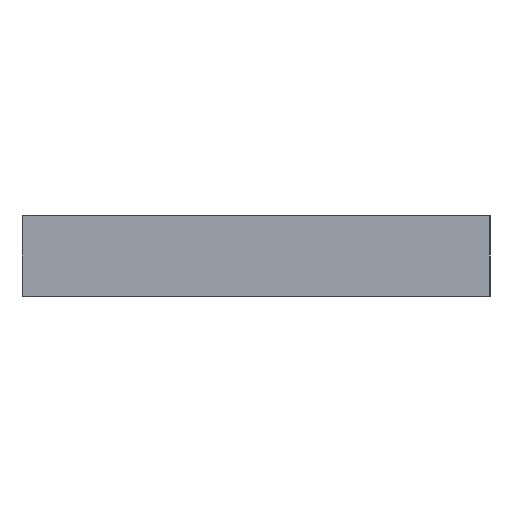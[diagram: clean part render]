
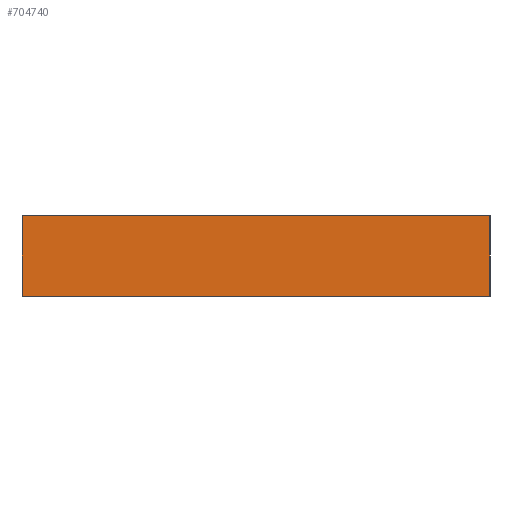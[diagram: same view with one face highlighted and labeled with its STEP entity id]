
A CAD part, left-side view. The second image highlights one B-rep face of the part: STEP entity #704740.
In plain terms, the highlighted planar face has unit normal (-1, 0, 0).
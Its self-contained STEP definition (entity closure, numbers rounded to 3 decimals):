
#60=CARTESIAN_POINT('',(-91.222,21.19,-7.186));
#70=DIRECTION('',(0.,-1.,0.));
#80=VECTOR('',#70,1.);
#90=LINE('',#60,#80);
#100=CARTESIAN_POINT('',(-91.222,21.19,-7.186));
#110=VERTEX_POINT('',#100);
#120=CARTESIAN_POINT('',(-91.222,-21.19,-7.186));
#130=VERTEX_POINT('',#120);
#140=EDGE_CURVE('',#110,#130,#90,.T.);
#860=CARTESIAN_POINT('',(-91.222,21.19,0.13));
#870=VERTEX_POINT('',#860);
#1020=CARTESIAN_POINT('',(-91.222,-21.19,0.13));
#1030=VERTEX_POINT('',#1020);
#1060=CARTESIAN_POINT('',(-91.222,21.19,0.13));
#1070=DIRECTION('',(0.,-1.,0.));
#1080=VECTOR('',#1070,1.);
#1090=LINE('',#1060,#1080);
#1100=EDGE_CURVE('',#870,#1030,#1090,.T.);
#704530=CARTESIAN_POINT('',(-91.222,-21.19,0.));
#704540=DIRECTION('',(1.,0.,0.));
#704550=DIRECTION('',(0.,-1.,0.));
#704560=AXIS2_PLACEMENT_3D('',#704530,#704540,#704550);
#704570=PLANE('',#704560);
#704580=ORIENTED_EDGE('',*,*,#1100,.F.);
#704590=CARTESIAN_POINT('',(-91.222,-21.19,0.));
#704600=DIRECTION('',(0.,0.,-1.));
#704610=VECTOR('',#704600,1.);
#704620=LINE('',#704590,#704610);
#704630=EDGE_CURVE('',#1030,#130,#704620,.T.);
#704640=ORIENTED_EDGE('',*,*,#704630,.F.);
#704650=ORIENTED_EDGE('',*,*,#140,.T.);
#704660=CARTESIAN_POINT('',(-91.222,21.19,0.));
#704670=DIRECTION('',(0.,0.,-1.));
#704680=VECTOR('',#704670,1.);
#704690=LINE('',#704660,#704680);
#704700=EDGE_CURVE('',#870,#110,#704690,.T.);
#704710=ORIENTED_EDGE('',*,*,#704700,.T.);
#704720=EDGE_LOOP('',(#704710,#704650,#704640,#704580));
#704730=FACE_OUTER_BOUND('',#704720,.T.);
#704740=ADVANCED_FACE('',(#704730),#704570,.F.);
